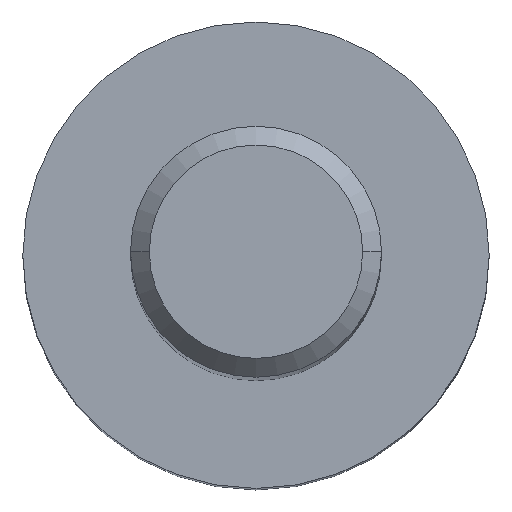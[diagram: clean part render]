
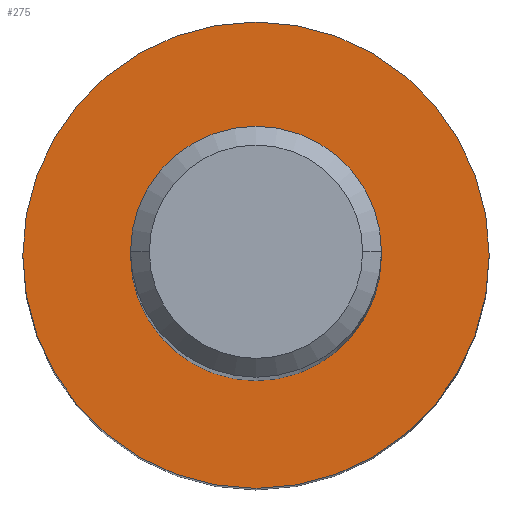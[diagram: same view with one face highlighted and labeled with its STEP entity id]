
A CAD part, top view. The second image highlights one B-rep face of the part: STEP entity #275.
In plain terms, the highlighted planar face has unit normal (0, 0, 1).
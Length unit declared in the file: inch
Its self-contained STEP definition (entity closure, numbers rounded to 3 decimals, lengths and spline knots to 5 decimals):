
#1 = EDGE_LOOP ( 'NONE', ( #71, #5 ) ) ;
#5 = ORIENTED_EDGE ( 'NONE', *, *, #297, .T. ) ;
#41 = DIRECTION ( 'NONE',  ( 0., 0., 1. ) ) ;
#48 = DIRECTION ( 'NONE',  ( 0., 0., -1. ) ) ;
#53 = FACE_OUTER_BOUND ( 'NONE', #1, .T. ) ;
#66 = AXIS2_PLACEMENT_3D ( 'NONE', #96, #48, #316 ) ;
#68 = CARTESIAN_POINT ( 'NONE',  ( 0., 0., -1. ) ) ;
#70 = DIRECTION ( 'NONE',  ( 1., 0., 0. ) ) ;
#71 = ORIENTED_EDGE ( 'NONE', *, *, #198, .T. ) ;
#88 = CIRCLE ( 'NONE', #217, 0.11615 ) ;
#94 = AXIS2_PLACEMENT_3D ( 'NONE', #264, #41, #70 ) ;
#96 = CARTESIAN_POINT ( 'NONE',  ( 0., 0., -1. ) ) ;
#115 = VERTEX_POINT ( 'NONE', #163 ) ;
#119 = DIRECTION ( 'NONE',  ( 0., 0., 1. ) ) ;
#163 = CARTESIAN_POINT ( 'NONE',  ( -0.11615, 0., -1. ) ) ;
#179 = CIRCLE ( 'NONE', #94, 0.11615 ) ;
#186 = CARTESIAN_POINT ( 'NONE',  ( 0.11615, 0., -1. ) ) ;
#198 = EDGE_CURVE ( 'NONE', #286, #115, #88, .T. ) ;
#217 = AXIS2_PLACEMENT_3D ( 'NONE', #68, #119, #284 ) ;
#260 = PLANE ( 'NONE',  #66 ) ;
#264 = CARTESIAN_POINT ( 'NONE',  ( 0., 0., -1. ) ) ;
#275 = ADVANCED_FACE ( 'NONE', ( #53 ), #260, .F. ) ;
#284 = DIRECTION ( 'NONE',  ( 1., 0., 0. ) ) ;
#286 = VERTEX_POINT ( 'NONE', #186 ) ;
#297 = EDGE_CURVE ( 'NONE', #115, #286, #179, .T. ) ;
#316 = DIRECTION ( 'NONE',  ( -1., 0., 0. ) ) ;
